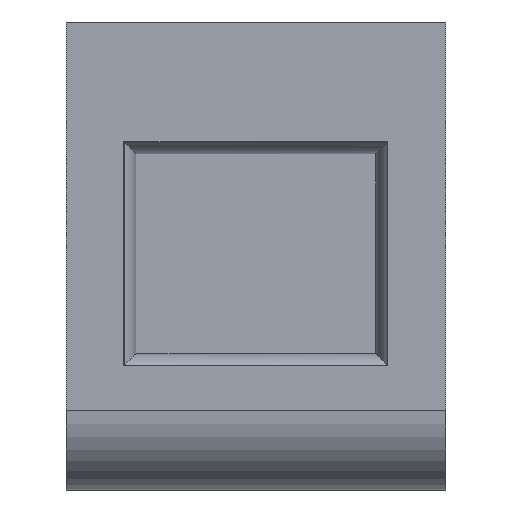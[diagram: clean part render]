
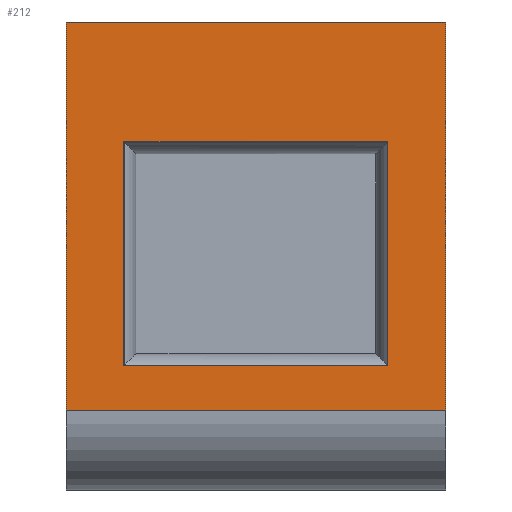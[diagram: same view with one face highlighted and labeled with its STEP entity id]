
A CAD part, front view. The second image highlights one B-rep face of the part: STEP entity #212.
In plain terms, the highlighted planar face has unit normal (0, -1, 0).
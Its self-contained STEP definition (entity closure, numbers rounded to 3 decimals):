
#139=CARTESIAN_POINT('',(0.,609.8,0.));
#140=DIRECTION('',(0.,1.,0.));
#141=DIRECTION('',(0.,0.,1.));
#142=AXIS2_PLACEMENT_3D('',#139,#140,#141);
#143=PLANE('',#142);
#144=CARTESIAN_POINT('',(-3.303,609.8,24.854));
#145=VERTEX_POINT('',#144);
#146=CARTESIAN_POINT('',(3.297,609.8,24.854));
#147=VERTEX_POINT('',#146);
#148=CARTESIAN_POINT('',(-3.303,609.8,24.854));
#149=DIRECTION('',(1.,0.,-0.));
#150=VECTOR('',#149,6.6);
#151=LINE('',#148,#150);
#152=EDGE_CURVE('',#145,#147,#151,.T.);
#153=ORIENTED_EDGE('',*,*,#152,.T.);
#154=CARTESIAN_POINT('',(3.297,609.8,19.254));
#155=VERTEX_POINT('',#154);
#156=CARTESIAN_POINT('',(3.297,609.8,24.854));
#157=DIRECTION('',(-0.,-0.,-1.));
#158=VECTOR('',#157,5.6);
#159=LINE('',#156,#158);
#160=EDGE_CURVE('',#147,#155,#159,.T.);
#161=ORIENTED_EDGE('',*,*,#160,.T.);
#162=CARTESIAN_POINT('',(-3.303,609.8,19.254));
#163=VERTEX_POINT('',#162);
#164=CARTESIAN_POINT('',(3.297,609.8,19.254));
#165=DIRECTION('',(-1.,-0.,0.));
#166=VECTOR('',#165,6.6);
#167=LINE('',#164,#166);
#168=EDGE_CURVE('',#155,#163,#167,.T.);
#169=ORIENTED_EDGE('',*,*,#168,.T.);
#170=CARTESIAN_POINT('',(-3.303,609.8,19.254));
#171=DIRECTION('',(0.,0.,1.));
#172=VECTOR('',#171,5.6);
#173=LINE('',#170,#172);
#174=EDGE_CURVE('',#163,#145,#173,.T.);
#175=ORIENTED_EDGE('',*,*,#174,.T.);
#176=EDGE_LOOP('',(#153,#161,#169,#175));
#177=FACE_BOUND('',#176,.T.);
#178=CARTESIAN_POINT('',(-4.75,609.8,27.85));
#179=VERTEX_POINT('',#178);
#180=CARTESIAN_POINT('',(-4.75,609.8,18.15));
#181=VERTEX_POINT('',#180);
#182=CARTESIAN_POINT('',(-4.75,609.8,27.85));
#183=DIRECTION('',(-0.,-0.,-1.));
#184=VECTOR('',#183,9.7);
#185=LINE('',#182,#184);
#186=EDGE_CURVE('',#179,#181,#185,.T.);
#187=ORIENTED_EDGE('',*,*,#186,.T.);
#188=CARTESIAN_POINT('',(4.75,609.8,18.15));
#189=VERTEX_POINT('',#188);
#190=CARTESIAN_POINT('',(-4.75,609.8,18.15));
#191=DIRECTION('',(1.,0.,-0.));
#192=VECTOR('',#191,9.5);
#193=LINE('',#190,#192);
#194=EDGE_CURVE('',#181,#189,#193,.T.);
#195=ORIENTED_EDGE('',*,*,#194,.T.);
#196=CARTESIAN_POINT('',(4.75,609.8,27.85));
#197=VERTEX_POINT('',#196);
#198=CARTESIAN_POINT('',(4.75,609.8,18.15));
#199=DIRECTION('',(0.,0.,1.));
#200=VECTOR('',#199,9.7);
#201=LINE('',#198,#200);
#202=EDGE_CURVE('',#189,#197,#201,.T.);
#203=ORIENTED_EDGE('',*,*,#202,.T.);
#204=CARTESIAN_POINT('',(4.75,609.8,27.85));
#205=DIRECTION('',(-1.,-0.,0.));
#206=VECTOR('',#205,9.5);
#207=LINE('',#204,#206);
#208=EDGE_CURVE('',#197,#179,#207,.T.);
#209=ORIENTED_EDGE('',*,*,#208,.T.);
#210=EDGE_LOOP('',(#187,#195,#203,#209));
#211=FACE_BOUND('',#210,.T.);
#212=ADVANCED_FACE('',(#177,#211),#143,.F.);
